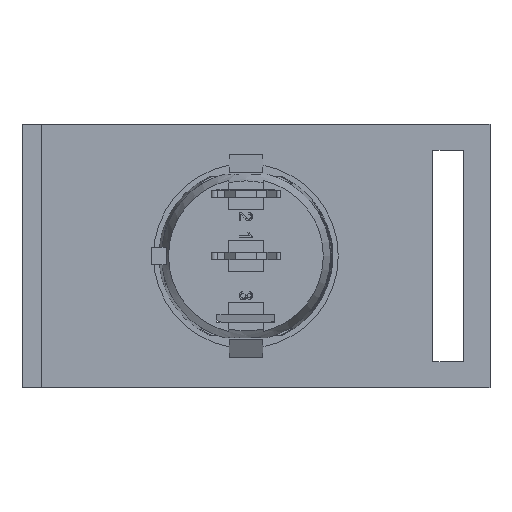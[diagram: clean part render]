
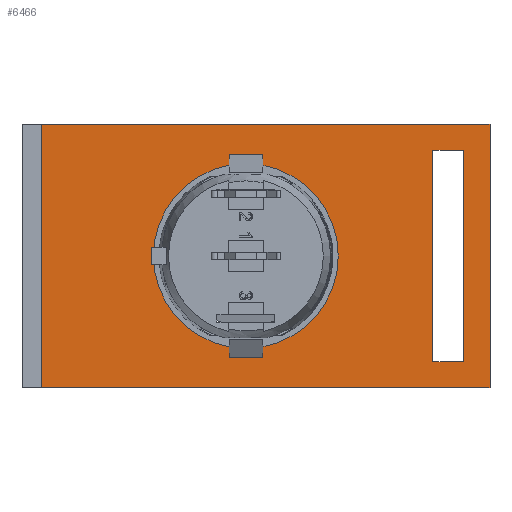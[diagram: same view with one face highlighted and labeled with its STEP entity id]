
A CAD part, left-side view. The second image highlights one B-rep face of the part: STEP entity #6466.
In plain terms, the highlighted planar face has unit normal (-1, 0, 0).
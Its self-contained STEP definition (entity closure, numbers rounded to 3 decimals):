
#335=FACE_BOUND('',#1212,.T.);
#336=FACE_BOUND('',#1213,.T.);
#480=CIRCLE('',#6929,10.5);
#840=FACE_OUTER_BOUND('',#1211,.T.);
#1211=EDGE_LOOP('',(#5895,#5896,#5897,#5898));
#1212=EDGE_LOOP('',(#5899,#5900,#5901,#5902));
#1213=EDGE_LOOP('',(#5903));
#1837=LINE('',#14572,#2486);
#1843=LINE('',#14585,#2492);
#1847=LINE('',#14593,#2496);
#1850=LINE('',#14599,#2499);
#1853=LINE('',#14604,#2502);
#1857=LINE('',#14615,#2506);
#1862=LINE('',#14625,#2511);
#1863=LINE('',#14627,#2512);
#2486=VECTOR('',#8411,10.);
#2492=VECTOR('',#8421,10.);
#2496=VECTOR('',#8427,10.);
#2499=VECTOR('',#8432,10.);
#2502=VECTOR('',#8437,10.);
#2506=VECTOR('',#8449,10.);
#2511=VECTOR('',#8460,10.);
#2512=VECTOR('',#8463,10.);
#3110=VERTEX_POINT('',#14569);
#3111=VERTEX_POINT('',#14571);
#3115=VERTEX_POINT('',#14583);
#3116=VERTEX_POINT('',#14584);
#3119=VERTEX_POINT('',#14592);
#3121=VERTEX_POINT('',#14598);
#3124=VERTEX_POINT('',#14609);
#3125=VERTEX_POINT('',#14613);
#3127=VERTEX_POINT('',#14623);
#4027=EDGE_CURVE('',#3110,#3111,#1837,.T.);
#4033=EDGE_CURVE('',#3115,#3116,#1843,.T.);
#4037=EDGE_CURVE('',#3116,#3119,#1847,.T.);
#4040=EDGE_CURVE('',#3119,#3121,#1850,.T.);
#4043=EDGE_CURVE('',#3121,#3115,#1853,.T.);
#4047=EDGE_CURVE('',#3124,#3124,#480,.T.);
#4049=EDGE_CURVE('',#3125,#3110,#1857,.T.);
#4054=EDGE_CURVE('',#3127,#3111,#1862,.T.);
#4055=EDGE_CURVE('',#3125,#3127,#1863,.T.);
#5895=ORIENTED_EDGE('',*,*,#4055,.T.);
#5896=ORIENTED_EDGE('',*,*,#4054,.T.);
#5897=ORIENTED_EDGE('',*,*,#4027,.F.);
#5898=ORIENTED_EDGE('',*,*,#4049,.F.);
#5899=ORIENTED_EDGE('',*,*,#4040,.T.);
#5900=ORIENTED_EDGE('',*,*,#4043,.T.);
#5901=ORIENTED_EDGE('',*,*,#4033,.T.);
#5902=ORIENTED_EDGE('',*,*,#4037,.T.);
#5903=ORIENTED_EDGE('',*,*,#4047,.T.);
#6129=PLANE('',#6934);
#6466=ADVANCED_FACE('',(#840,#335,#336),#6129,.T.);
#6929=AXIS2_PLACEMENT_3D('',#14611,#8444,#8445);
#6934=AXIS2_PLACEMENT_3D('',#14626,#8461,#8462);
#8411=DIRECTION('',(0.,-1.,0.));
#8421=DIRECTION('',(0.,0.,-1.));
#8427=DIRECTION('',(0.,1.,0.));
#8432=DIRECTION('',(0.,0.,1.));
#8437=DIRECTION('',(0.,-1.,0.));
#8444=DIRECTION('center_axis',(1.,0.,0.));
#8445=DIRECTION('ref_axis',(0.,1.,0.));
#8449=DIRECTION('',(0.,0.,1.));
#8460=DIRECTION('',(0.,0.,1.));
#8461=DIRECTION('center_axis',(-1.,0.,0.));
#8462=DIRECTION('ref_axis',(0.,-1.,0.));
#8463=DIRECTION('',(0.,-1.,0.));
#14569=CARTESIAN_POINT('',(0.,51.,30.));
#14571=CARTESIAN_POINT('',(0.,0.,30.));
#14572=CARTESIAN_POINT('',(0.,51.,30.));
#14583=CARTESIAN_POINT('',(0.,3.,27.));
#14584=CARTESIAN_POINT('',(0.,3.,3.));
#14585=CARTESIAN_POINT('',(0.,3.,1.5));
#14592=CARTESIAN_POINT('',(0.,6.5,3.));
#14593=CARTESIAN_POINT('',(0.,28.75,3.));
#14598=CARTESIAN_POINT('',(0.,6.5,27.));
#14599=CARTESIAN_POINT('',(0.,6.5,13.5));
#14604=CARTESIAN_POINT('',(0.,27.,27.));
#14609=CARTESIAN_POINT('',(0.,17.25,15.));
#14611=CARTESIAN_POINT('Origin',(0.,27.75,15.));
#14613=CARTESIAN_POINT('',(0.,51.,0.));
#14615=CARTESIAN_POINT('',(0.,51.,0.));
#14623=CARTESIAN_POINT('',(0.,0.,0.));
#14625=CARTESIAN_POINT('',(0.,0.,0.));
#14626=CARTESIAN_POINT('Origin',(0.,51.,0.));
#14627=CARTESIAN_POINT('',(0.,51.,0.));
